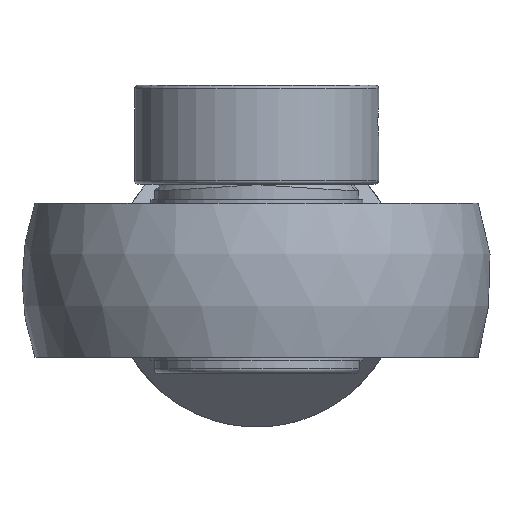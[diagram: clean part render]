
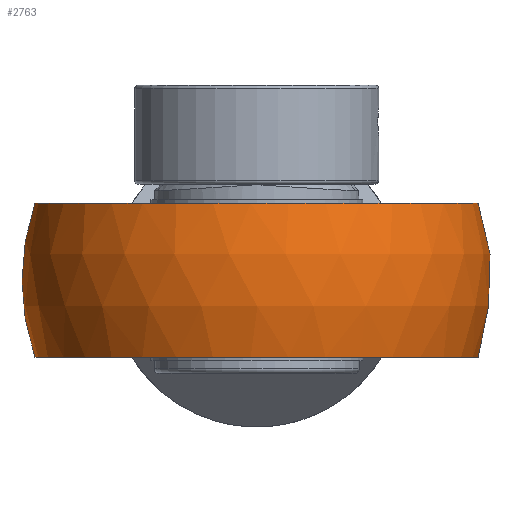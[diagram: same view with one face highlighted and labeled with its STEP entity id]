
A CAD part, front view. The second image highlights one B-rep face of the part: STEP entity #2763.
In plain terms, the highlighted spherical face has radius 32 mm.
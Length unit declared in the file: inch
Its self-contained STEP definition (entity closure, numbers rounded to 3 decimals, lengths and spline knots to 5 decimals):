
#767=CARTESIAN_POINT('',(-1.19009,0.,0.41339));
#768=VERTEX_POINT('',#767);
#776=CARTESIAN_POINT('',(0.669,0.98425,0.41339));
#777=VERTEX_POINT('',#776);
#778=CARTESIAN_POINT('',(0.,0.,0.41339));
#779=DIRECTION('',(0.,-0.,1.));
#780=DIRECTION('',(0.,1.,0.));
#781=AXIS2_PLACEMENT_3D('',#778,#779,#780);
#782=CIRCLE('',#781,1.19009);
#783=EDGE_CURVE('',#768,#777,#782,.T.);
#2558=CARTESIAN_POINT('',(1.2304,0.24365,0.11811));
#2559=VERTEX_POINT('',#2558);
#2566=CARTESIAN_POINT('',(1.2304,0.24365,-0.11811));
#2567=VERTEX_POINT('',#2566);
#2568=CARTESIAN_POINT('',(0.,0.24365,0.));
#2569=DIRECTION('',(-0.,1.,0.));
#2570=DIRECTION('',(1.,0.,0.));
#2571=AXIS2_PLACEMENT_3D('',#2568,#2569,#2570);
#2572=CIRCLE('',#2571,1.23606);
#2573=EDGE_CURVE('',#2559,#2567,#2572,.T.);
#2599=CARTESIAN_POINT('',(0.7775,0.98425,0.11811));
#2600=VERTEX_POINT('',#2599);
#2607=CARTESIAN_POINT('',(0.,0.,0.11811));
#2608=DIRECTION('',(0.,-0.,1.));
#2609=DIRECTION('',(0.,1.,0.));
#2610=AXIS2_PLACEMENT_3D('',#2607,#2608,#2609);
#2611=CIRCLE('',#2610,1.25429);
#2612=EDGE_CURVE('',#2559,#2600,#2611,.T.);
#2662=CARTESIAN_POINT('',(0.7775,0.98425,-0.11811));
#2663=VERTEX_POINT('',#2662);
#2664=CARTESIAN_POINT('',(0.,0.,-0.11811));
#2665=DIRECTION('',(0.,0.,-1.));
#2666=DIRECTION('',(0.,-1.,0.));
#2667=AXIS2_PLACEMENT_3D('',#2664,#2665,#2666);
#2668=CIRCLE('',#2667,1.25429);
#2669=EDGE_CURVE('',#2663,#2567,#2668,.T.);
#2720=CARTESIAN_POINT('',(0.,0.,0.));
#2721=DIRECTION('',(0.,0.,1.));
#2722=DIRECTION('',(1.,0.,0.));
#2723=AXIS2_PLACEMENT_3D('',#2720,#2721,#2722);
#2724=SPHERICAL_SURFACE('',#2723,1.25984);
#2725=CARTESIAN_POINT('',(-1.19009,0.,-0.41339));
#2726=VERTEX_POINT('',#2725);
#2727=CARTESIAN_POINT('',(0.,0.,0.));
#2728=DIRECTION('',(-0.,-1.,-0.));
#2729=DIRECTION('',(-1.,0.,0.));
#2730=AXIS2_PLACEMENT_3D('',#2727,#2728,#2729);
#2731=CIRCLE('',#2730,1.25984);
#2732=EDGE_CURVE('',#768,#2726,#2731,.T.);
#2733=ORIENTED_EDGE('',*,*,#2732,.T.);
#2734=CARTESIAN_POINT('',(0.669,0.98425,-0.41339));
#2735=VERTEX_POINT('',#2734);
#2736=CARTESIAN_POINT('',(0.,0.,-0.41339));
#2737=DIRECTION('',(0.,0.,-1.));
#2738=DIRECTION('',(0.,-1.,0.));
#2739=AXIS2_PLACEMENT_3D('',#2736,#2737,#2738);
#2740=CIRCLE('',#2739,1.19009);
#2741=EDGE_CURVE('',#2735,#2726,#2740,.T.);
#2742=ORIENTED_EDGE('',*,*,#2741,.F.);
#2743=CARTESIAN_POINT('',(0.,0.98425,0.));
#2744=DIRECTION('',(-0.,1.,0.));
#2745=DIRECTION('',(1.,0.,0.));
#2746=AXIS2_PLACEMENT_3D('',#2743,#2744,#2745);
#2747=CIRCLE('',#2746,0.78642);
#2748=EDGE_CURVE('',#2663,#2735,#2747,.T.);
#2749=ORIENTED_EDGE('',*,*,#2748,.F.);
#2750=ORIENTED_EDGE('',*,*,#2669,.T.);
#2751=ORIENTED_EDGE('',*,*,#2573,.F.);
#2752=ORIENTED_EDGE('',*,*,#2612,.T.);
#2753=CARTESIAN_POINT('',(0.,0.98425,0.));
#2754=DIRECTION('',(-0.,1.,0.));
#2755=DIRECTION('',(1.,0.,0.));
#2756=AXIS2_PLACEMENT_3D('',#2753,#2754,#2755);
#2757=CIRCLE('',#2756,0.78642);
#2758=EDGE_CURVE('',#777,#2600,#2757,.T.);
#2759=ORIENTED_EDGE('',*,*,#2758,.F.);
#2760=ORIENTED_EDGE('',*,*,#783,.F.);
#2761=EDGE_LOOP('',(#2733,#2742,#2749,#2750,#2751,#2752,#2759,#2760));
#2762=FACE_BOUND('',#2761,.T.);
#2763=ADVANCED_FACE('',(#2762),#2724,.T.);
